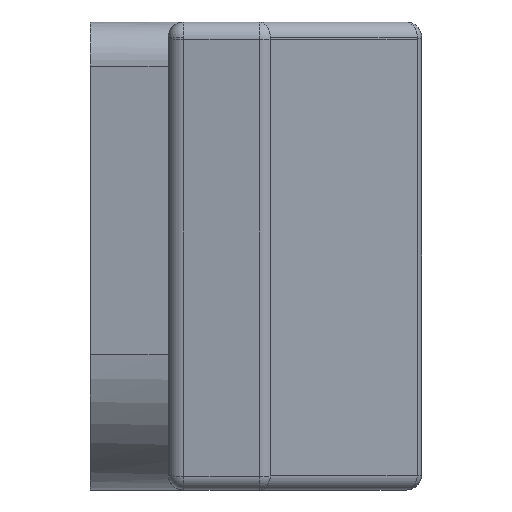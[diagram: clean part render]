
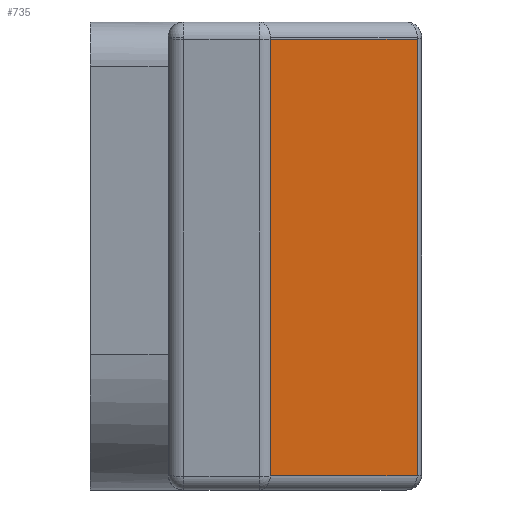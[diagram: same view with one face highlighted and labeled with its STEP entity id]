
A CAD part, left-side view. The second image highlights one B-rep face of the part: STEP entity #735.
In plain terms, the highlighted planar face has unit normal (-0.701, -0.707, -0.093).
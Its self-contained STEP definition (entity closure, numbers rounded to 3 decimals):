
#47 = AXIS2_PLACEMENT_3D ( 'NONE', #264, #1102, #142 ) ;
#57 = VERTEX_POINT ( 'NONE', #798 ) ;
#62 = EDGE_CURVE ( 'NONE', #786, #1048, #1549, .T. ) ;
#142 = DIRECTION ( 'NONE',  ( 0.131, 0., -0.991 ) ) ;
#144 = ORIENTED_EDGE ( 'NONE', *, *, #62, .T. ) ;
#253 = VECTOR ( 'NONE', #1030, 1000. ) ;
#264 = CARTESIAN_POINT ( 'NONE',  ( -5.397, 2., 3. ) ) ;
#361 = ORIENTED_EDGE ( 'NONE', *, *, #1496, .T. ) ;
#400 = DIRECTION ( 'NONE',  ( -0.71, 0.704, 0. ) ) ;
#416 = CARTESIAN_POINT ( 'NONE',  ( -4.545, 1.941, -2.992 ) ) ;
#500 = CARTESIAN_POINT ( 'NONE',  ( -2.597, -0.012, -2.819 ) ) ;
#515 = CARTESIAN_POINT ( 'NONE',  ( -5.309, 1.941, 2.781 ) ) ;
#576 = VECTOR ( 'NONE', #714, 1000. ) ;
#594 = VECTOR ( 'NONE', #1135, 1000. ) ;
#615 = PLANE ( 'NONE',  #47 ) ;
#618 = LINE ( 'NONE', #500, #576 ) ;
#670 = EDGE_LOOP ( 'NONE', ( #144, #361, #832, #729 ) ) ;
#672 = CARTESIAN_POINT ( 'NONE',  ( -5.383, 2.014, 2.781 ) ) ;
#714 = DIRECTION ( 'NONE',  ( 0.71, -0.704, 0. ) ) ;
#722 = CARTESIAN_POINT ( 'NONE',  ( -4.568, 1.941, -2.819 ) ) ;
#729 = ORIENTED_EDGE ( 'NONE', *, *, #1439, .T. ) ;
#735 = ADVANCED_FACE ( 'NONE', ( #886 ), #615, .T. ) ;
#785 = VERTEX_POINT ( 'NONE', #722 ) ;
#786 = VERTEX_POINT ( 'NONE', #1455 ) ;
#798 = CARTESIAN_POINT ( 'NONE',  ( -2.668, 0.059, -2.819 ) ) ;
#820 = EDGE_CURVE ( 'NONE', #785, #57, #618, .T. ) ;
#832 = ORIENTED_EDGE ( 'NONE', *, *, #820, .T. ) ;
#886 = FACE_OUTER_BOUND ( 'NONE', #670, .T. ) ;
#919 = VECTOR ( 'NONE', #400, 1000. ) ;
#1020 = LINE ( 'NONE', #416, #253 ) ;
#1030 = DIRECTION ( 'NONE',  ( 0.131, 0., -0.991 ) ) ;
#1048 = VERTEX_POINT ( 'NONE', #515 ) ;
#1102 = DIRECTION ( 'NONE',  ( -0.701, -0.707, -0.093 ) ) ;
#1135 = DIRECTION ( 'NONE',  ( -0.131, 0., 0.991 ) ) ;
#1144 = LINE ( 'NONE', #1254, #594 ) ;
#1254 = CARTESIAN_POINT ( 'NONE',  ( -3.473, 0.059, 3.255 ) ) ;
#1439 = EDGE_CURVE ( 'NONE', #57, #786, #1144, .T. ) ;
#1455 = CARTESIAN_POINT ( 'NONE',  ( -3.41, 0.059, 2.781 ) ) ;
#1496 = EDGE_CURVE ( 'NONE', #1048, #785, #1020, .T. ) ;
#1549 = LINE ( 'NONE', #672, #919 ) ;
